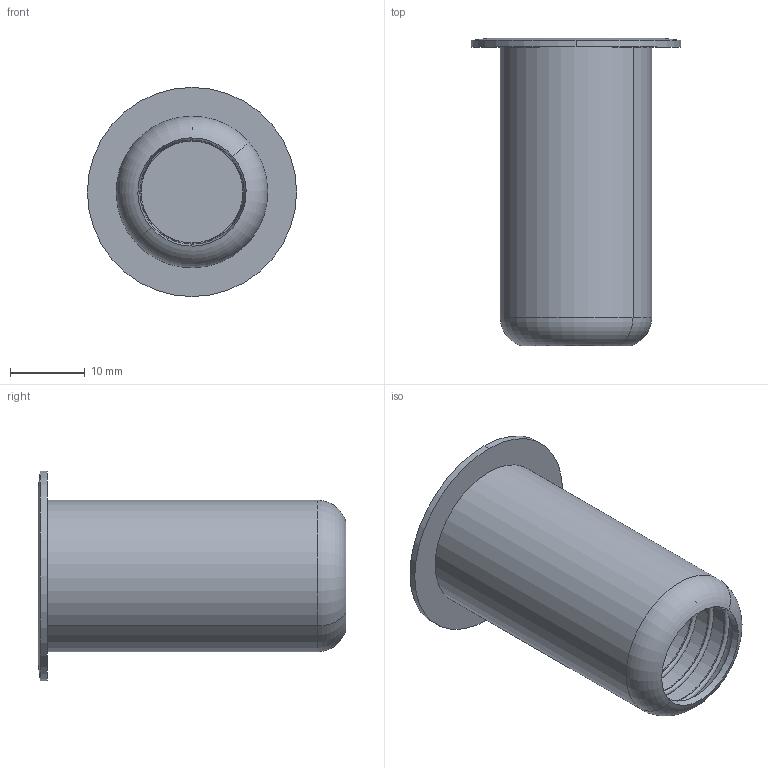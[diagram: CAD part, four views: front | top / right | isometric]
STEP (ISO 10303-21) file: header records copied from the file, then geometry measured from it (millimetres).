
FILE_DESCRIPTION (( 'STEP AP203' ), '1' );
FILE_NAME ('GS-304_ZP-815_S.STEP', '2019-03-28T08:27:20', ( '' ), ( '' ), 'SwSTEP 2.0', 'SolidWorks 2018', '' );
FILE_SCHEMA (( 'CONFIG_CONTROL_DESIGN' ));
Length unit declared in the file: millimetre
Products named in the file (5): GS-304_ZP-815_S.P4; GS-304_ZP-815_S; GS-304_ZP-815_S.P2; GS-304_ZP-815_S.P3; GS-304_ZP-815_S.P1
Assembly tree (4 placements, depth 2):
  GS-304_ZP-815_S
    GS-304_ZP-815_S.P1
    GS-304_ZP-815_S.P2
    GS-304_ZP-815_S.P3
    GS-304_ZP-815_S.P4
Bounding box: 28 x 41.2 x 28 mm (x, y, z)
Volume: 3917.9 mm3; surface area: 9246.3 mm2
Topology: 4 solids, 4 shells, 57 faces, 110 edges, 64 vertices
Faces by surface type: torus 20, cylinder 18, plane 11, cone 6, bspline 2
Entity records: 4553 total; most frequent: CARTESIAN_POINT 2810, DIRECTION 316, ORIENTED_EDGE 220, AXIS2_PLACEMENT_3D 146, EDGE_CURVE 110, CIRCLE 84, EDGE_LOOP 64, VERTEX_POINT 64
